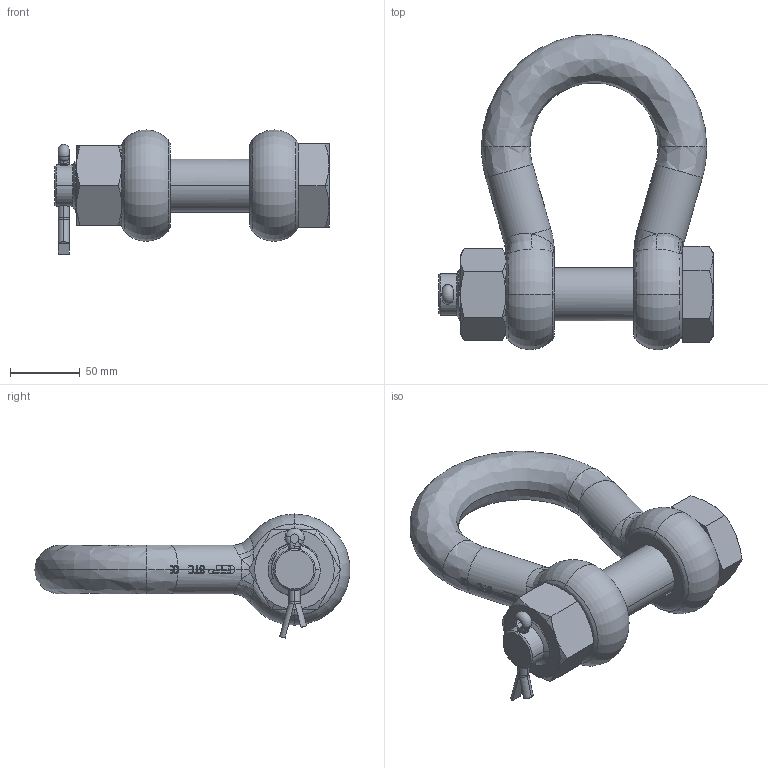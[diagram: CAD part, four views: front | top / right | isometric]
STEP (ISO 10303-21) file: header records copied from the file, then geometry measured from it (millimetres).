
FILE_DESCRIPTION(('STEP AP214'),'1');
FILE_NAME('sughmb35.stp','2017-03-31T06:17:08',('TraceParts'),('TraceParts S.A.'),'Spatial InterOp 3D',' ',' ');
FILE_SCHEMA(('automotive_design'));
Length unit declared in the file: millimetre
Products named in the file (4): sughmb35_1; sughmb35_2; sughmb35_3; sughmb35_4
Bounding box: 197 x 226.7 x 89.22 mm (x, y, z)
Volume: 864443.8 mm3; surface area: 124206.2 mm2
Topology: 4 solids, 4 shells, 897 faces, 2495 edges, 1628 vertices
Faces by surface type: bspline 401, plane 309, cylinder 148, cone 28, torus 11
Entity records: 46421 total; most frequent: CARTESIAN_POINT 27132, ORIENTED_EDGE 4974, EDGE_CURVE 2487, DIRECTION 2458, VERTEX_POINT 1628, LINE 1120, VECTOR 1120, B_SPLINE_CURVE_WITH_KNOTS 976
